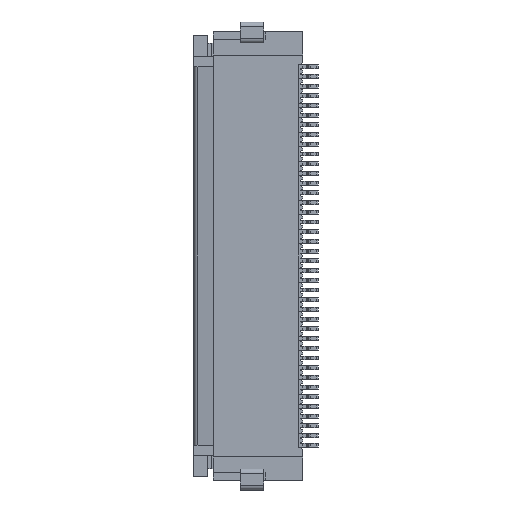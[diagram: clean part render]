
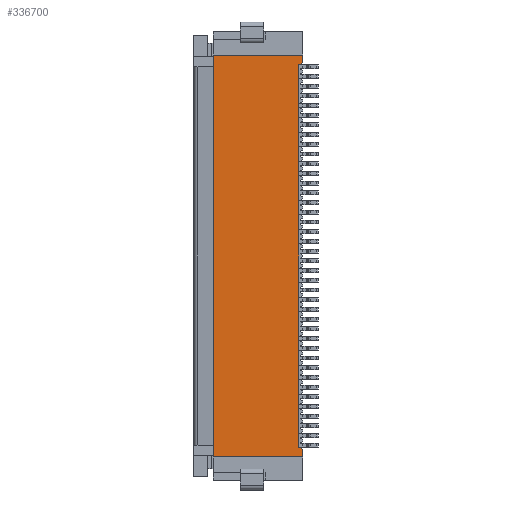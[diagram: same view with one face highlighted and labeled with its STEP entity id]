
A CAD part, left-side view. The second image highlights one B-rep face of the part: STEP entity #336700.
In plain terms, the highlighted planar face has unit normal (-1, 0, 0).
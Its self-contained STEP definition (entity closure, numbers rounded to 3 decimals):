
#44190=CARTESIAN_POINT('',(-2.015,-3.391,15.555));
#44200=VERTEX_POINT('',#44190);
#44230=CARTESIAN_POINT('',(-2.015,0.,
13.817));
#44240=DIRECTION('',(0.,-0.89,
0.456));
#44250=VECTOR('',#44240,1.);
#44260=LINE('',#44230,#44250);
#44270=CARTESIAN_POINT('',(-2.015,-3.591,15.658));
#44280=VERTEX_POINT('',#44270);
#44290=EDGE_CURVE('',#44200,#44280,#44260,.T.);
#51550=CARTESIAN_POINT('',(-2.015,-3.591,16.058));
#51560=VERTEX_POINT('',#51550);
#51590=CARTESIAN_POINT('',(-2.015,1.009,16.058));
#51600=DIRECTION('',(0.,-1.,0.));
#51610=VECTOR('',#51600,1.);
#51620=LINE('',#51590,#51610);
#51630=CARTESIAN_POINT('',(-2.015,1.009,16.058));
#51640=VERTEX_POINT('',#51630);
#51650=EDGE_CURVE('',#51640,#51560,#51620,.T.);
#67750=CARTESIAN_POINT('',(-2.015,-3.591,17.105));
#67760=DIRECTION('',(0.,0.,-1.));
#67770=VECTOR('',#67760,1.);
#67780=LINE('',#67750,#67770);
#67790=EDGE_CURVE('',#51560,#44280,#67780,.T.);
#307410=CARTESIAN_POINT('',(-2.015,1.009,16.325));
#307420=DIRECTION('',(0.,0.,1.));
#307430=VECTOR('',#307420,1.);
#307440=LINE('',#307410,#307430);
#307450=CARTESIAN_POINT('',(-2.015,1.009,-4.643));
#307460=VERTEX_POINT('',#307450);
#307470=EDGE_CURVE('',#307460,#51640,#307440,.T.);
#330530=CARTESIAN_POINT('',(-2.015,-3.591,-4.643))
;
#330540=VERTEX_POINT('',#330530);
#330570=CARTESIAN_POINT('',(-2.015,-3.591,-5.69));
#330580=DIRECTION('',(0.,0.,1.));
#330590=VECTOR('',#330580,1.);
#330600=LINE('',#330570,#330590);
#330610=CARTESIAN_POINT('',(-2.015,-3.591,-4.243))
;
#330620=VERTEX_POINT('',#330610);
#330630=EDGE_CURVE('',#330540,#330620,#330600,.T.);
#335480=CARTESIAN_POINT('',(-2.015,1.009,-4.643));
#335490=DIRECTION('',(0.,-1.,0.));
#335500=VECTOR('',#335490,1.);
#335510=LINE('',#335480,#335500);
#335520=EDGE_CURVE('',#307460,#330540,#335510,.T.);
#336430=CARTESIAN_POINT('',(-2.015,-3.341,22.055));
#336440=DIRECTION('',(-1.,0.,0.));
#336450=DIRECTION('',(0.,-1.,0.));
#336460=AXIS2_PLACEMENT_3D('',#336430,#336440,#336450);
#336470=PLANE('',#336460);
#336480=CARTESIAN_POINT('',(-2.015,-3.391,19.555));
#336490=DIRECTION('',(0.,0.,-1.));
#336500=VECTOR('',#336490,1.);
#336510=LINE('',#336480,#336500);
#336520=CARTESIAN_POINT('',(-2.015,-3.391,-4.14));
#336530=VERTEX_POINT('',#336520);
#336540=EDGE_CURVE('',#44200,#336530,#336510,.T.);
#336550=ORIENTED_EDGE('',*,*,#336540,.F.);
#336560=CARTESIAN_POINT('',(-2.015,0.,
-2.402));
#336570=DIRECTION('',(0.,-0.89,-0.456));
#336580=VECTOR('',#336570,1.);
#336590=LINE('',#336560,#336580);
#336600=EDGE_CURVE('',#336530,#330620,#336590,.T.);
#336610=ORIENTED_EDGE('',*,*,#336600,.F.);
#336620=ORIENTED_EDGE('',*,*,#330630,.T.);
#336630=ORIENTED_EDGE('',*,*,#335520,.T.);
#336640=ORIENTED_EDGE('',*,*,#307470,.F.);
#336650=ORIENTED_EDGE('',*,*,#51650,.F.);
#336660=ORIENTED_EDGE('',*,*,#67790,.F.);
#336670=ORIENTED_EDGE('',*,*,#44290,.T.);
#336680=EDGE_LOOP('',(#336670,#336660,#336650,#336640,#336630,#336620,
#336610,#336550));
#336690=FACE_OUTER_BOUND('',#336680,.T.);
#336700=ADVANCED_FACE('',(#336690),#336470,.T.);
